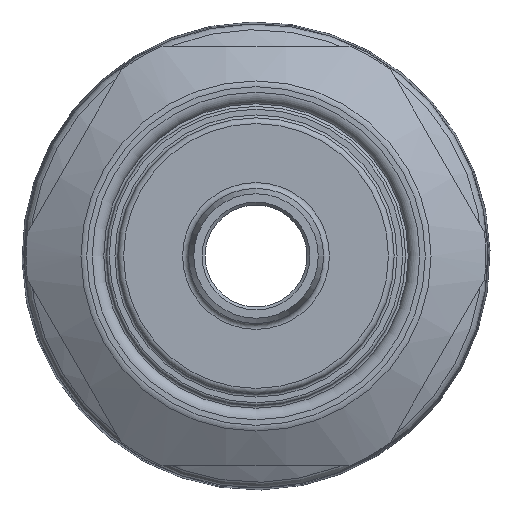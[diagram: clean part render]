
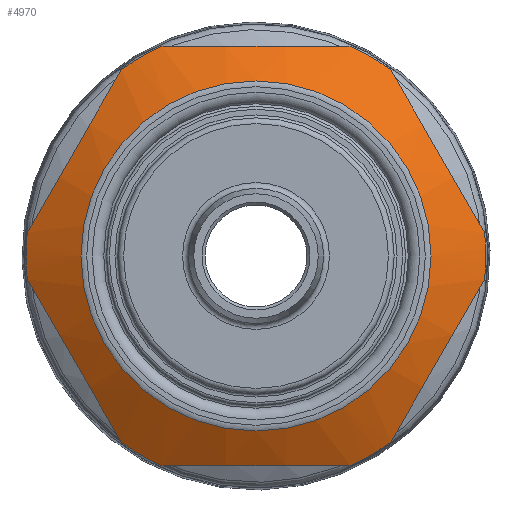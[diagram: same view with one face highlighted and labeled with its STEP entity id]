
A CAD part, front view. The second image highlights one B-rep face of the part: STEP entity #4970.
In plain terms, the highlighted conical face has half-angle 60 degrees and reference radius 17.78 mm.
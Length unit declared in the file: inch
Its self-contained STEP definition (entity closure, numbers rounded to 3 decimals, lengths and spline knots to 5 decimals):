
#205=(
BOUNDED_CURVE()
B_SPLINE_CURVE(2,(#11706,#11707,#11708),.UNSPECIFIED.,.F.,.F.)
B_SPLINE_CURVE_WITH_KNOTS((3,3),(0.,1.67512),.UNSPECIFIED.)
CURVE()
GEOMETRIC_REPRESENTATION_ITEM()
RATIONAL_B_SPLINE_CURVE((1.,1.096,1.))
REPRESENTATION_ITEM('')
);
#206=(
BOUNDED_CURVE()
B_SPLINE_CURVE(2,(#11712,#11713,#11714),.UNSPECIFIED.,.F.,.F.)
B_SPLINE_CURVE_WITH_KNOTS((3,3),(0.,1.67512),.UNSPECIFIED.)
CURVE()
GEOMETRIC_REPRESENTATION_ITEM()
RATIONAL_B_SPLINE_CURVE((1.,1.096,1.))
REPRESENTATION_ITEM('')
);
#207=(
BOUNDED_CURVE()
B_SPLINE_CURVE(2,(#11718,#11719,#11720),.UNSPECIFIED.,.F.,.F.)
B_SPLINE_CURVE_WITH_KNOTS((3,3),(0.,1.67512),.UNSPECIFIED.)
CURVE()
GEOMETRIC_REPRESENTATION_ITEM()
RATIONAL_B_SPLINE_CURVE((1.,1.096,1.))
REPRESENTATION_ITEM('')
);
#208=(
BOUNDED_CURVE()
B_SPLINE_CURVE(2,(#11724,#11725,#11726),.UNSPECIFIED.,.F.,.F.)
B_SPLINE_CURVE_WITH_KNOTS((3,3),(0.,1.67512),.UNSPECIFIED.)
CURVE()
GEOMETRIC_REPRESENTATION_ITEM()
RATIONAL_B_SPLINE_CURVE((1.,1.096,1.))
REPRESENTATION_ITEM('')
);
#209=(
BOUNDED_CURVE()
B_SPLINE_CURVE(2,(#11730,#11731,#11732),.UNSPECIFIED.,.F.,.F.)
B_SPLINE_CURVE_WITH_KNOTS((3,3),(0.,1.67512),.UNSPECIFIED.)
CURVE()
GEOMETRIC_REPRESENTATION_ITEM()
RATIONAL_B_SPLINE_CURVE((1.,1.096,1.))
REPRESENTATION_ITEM('')
);
#210=(
BOUNDED_CURVE()
B_SPLINE_CURVE(2,(#11736,#11737,#11738),.UNSPECIFIED.,.F.,.F.)
B_SPLINE_CURVE_WITH_KNOTS((3,3),(0.,1.67512),.UNSPECIFIED.)
CURVE()
GEOMETRIC_REPRESENTATION_ITEM()
RATIONAL_B_SPLINE_CURVE((1.,1.096,1.))
REPRESENTATION_ITEM('')
);
#805=FACE_OUTER_BOUND('',#1158,.T.);
#1158=EDGE_LOOP('',(#4199,#4200,#4201,#4202,#4203,#4204,#4205,#4206,#4207,
#4208,#4209,#4210,#4211,#4212,#4213,#4214));
#1315=LINE('',#11702,#1467);
#1467=VECTOR('',#7052,0.7);
#1801=CIRCLE('',#5631,0.60928);
#1803=CIRCLE('',#5635,0.8);
#1804=CIRCLE('',#5636,0.8);
#1805=CIRCLE('',#5637,0.8);
#1806=CIRCLE('',#5638,0.8);
#1807=CIRCLE('',#5639,0.8);
#1808=CIRCLE('',#5640,0.8);
#1809=CIRCLE('',#5641,0.8);
#2204=VERTEX_POINT('',#11694);
#2206=VERTEX_POINT('',#11701);
#2207=VERTEX_POINT('',#11703);
#2208=VERTEX_POINT('',#11705);
#2209=VERTEX_POINT('',#11709);
#2210=VERTEX_POINT('',#11711);
#2211=VERTEX_POINT('',#11715);
#2212=VERTEX_POINT('',#11717);
#2213=VERTEX_POINT('',#11721);
#2214=VERTEX_POINT('',#11723);
#2215=VERTEX_POINT('',#11727);
#2216=VERTEX_POINT('',#11729);
#2217=VERTEX_POINT('',#11733);
#2218=VERTEX_POINT('',#11735);
#2874=EDGE_CURVE('',#2204,#2204,#1801,.T.);
#2876=EDGE_CURVE('',#2204,#2206,#1315,.T.);
#2877=EDGE_CURVE('',#2207,#2206,#1803,.T.);
#2878=EDGE_CURVE('',#2208,#2207,#205,.T.);
#2879=EDGE_CURVE('',#2209,#2208,#1804,.T.);
#2880=EDGE_CURVE('',#2210,#2209,#206,.T.);
#2881=EDGE_CURVE('',#2211,#2210,#1805,.T.);
#2882=EDGE_CURVE('',#2212,#2211,#207,.T.);
#2883=EDGE_CURVE('',#2213,#2212,#1806,.T.);
#2884=EDGE_CURVE('',#2214,#2213,#208,.T.);
#2885=EDGE_CURVE('',#2215,#2214,#1807,.T.);
#2886=EDGE_CURVE('',#2216,#2215,#209,.T.);
#2887=EDGE_CURVE('',#2217,#2216,#1808,.T.);
#2888=EDGE_CURVE('',#2218,#2217,#210,.T.);
#2889=EDGE_CURVE('',#2206,#2218,#1809,.T.);
#4199=ORIENTED_EDGE('',*,*,#2874,.F.);
#4200=ORIENTED_EDGE('',*,*,#2876,.T.);
#4201=ORIENTED_EDGE('',*,*,#2877,.F.);
#4202=ORIENTED_EDGE('',*,*,#2878,.F.);
#4203=ORIENTED_EDGE('',*,*,#2879,.F.);
#4204=ORIENTED_EDGE('',*,*,#2880,.F.);
#4205=ORIENTED_EDGE('',*,*,#2881,.F.);
#4206=ORIENTED_EDGE('',*,*,#2882,.F.);
#4207=ORIENTED_EDGE('',*,*,#2883,.F.);
#4208=ORIENTED_EDGE('',*,*,#2884,.F.);
#4209=ORIENTED_EDGE('',*,*,#2885,.F.);
#4210=ORIENTED_EDGE('',*,*,#2886,.F.);
#4211=ORIENTED_EDGE('',*,*,#2887,.F.);
#4212=ORIENTED_EDGE('',*,*,#2888,.F.);
#4213=ORIENTED_EDGE('',*,*,#2889,.F.);
#4214=ORIENTED_EDGE('',*,*,#2876,.F.);
#4354=CONICAL_SURFACE('',#5634,0.7,1.047);
#4970=ADVANCED_FACE('',(#805),#4354,.T.);
#5631=AXIS2_PLACEMENT_3D('',#11696,#7044,#7045);
#5634=AXIS2_PLACEMENT_3D('',#11700,#7050,#7051);
#5635=AXIS2_PLACEMENT_3D('',#11704,#7053,#7054);
#5636=AXIS2_PLACEMENT_3D('',#11710,#7055,#7056);
#5637=AXIS2_PLACEMENT_3D('',#11716,#7057,#7058);
#5638=AXIS2_PLACEMENT_3D('',#11722,#7059,#7060);
#5639=AXIS2_PLACEMENT_3D('',#11728,#7061,#7062);
#5640=AXIS2_PLACEMENT_3D('',#11734,#7063,#7064);
#5641=AXIS2_PLACEMENT_3D('',#11739,#7065,#7066);
#7044=DIRECTION('center_axis',(0.,-1.,0.));
#7045=DIRECTION('ref_axis',(-1.,0.,0.));
#7050=DIRECTION('center_axis',(0.,1.,0.));
#7051=DIRECTION('ref_axis',(1.,0.,0.));
#7052=DIRECTION('',(-0.866,0.5,0.));
#7053=DIRECTION('center_axis',(0.,1.,0.));
#7054=DIRECTION('ref_axis',(-1.,0.,0.));
#7055=DIRECTION('center_axis',(0.,1.,0.));
#7056=DIRECTION('ref_axis',(-1.,0.,0.));
#7057=DIRECTION('center_axis',(0.,1.,0.));
#7058=DIRECTION('ref_axis',(-1.,0.,0.));
#7059=DIRECTION('center_axis',(0.,1.,0.));
#7060=DIRECTION('ref_axis',(-1.,0.,0.));
#7061=DIRECTION('center_axis',(0.,1.,0.));
#7062=DIRECTION('ref_axis',(-1.,0.,0.));
#7063=DIRECTION('center_axis',(0.,1.,0.));
#7064=DIRECTION('ref_axis',(-1.,0.,0.));
#7065=DIRECTION('center_axis',(0.,1.,0.));
#7066=DIRECTION('ref_axis',(-1.,0.,0.));
#11694=CARTESIAN_POINT('',(-0.60928,-2.07129,0.));
#11696=CARTESIAN_POINT('Origin',(0.,-2.07129,
0.));
#11700=CARTESIAN_POINT('Origin',(0.,-2.01892,
0.));
#11701=CARTESIAN_POINT('',(-0.8,-1.96118,0.));
#11702=CARTESIAN_POINT('',(-0.7,-2.01892,0.));
#11703=CARTESIAN_POINT('',(-0.79583,-1.96118,-0.08158));
#11704=CARTESIAN_POINT('Origin',(0.,-1.96118,
0.));
#11705=CARTESIAN_POINT('',(-0.46857,-1.96118,-0.64842));
#11706=CARTESIAN_POINT('Ctrl Pts',(-0.46857,-1.96118,
-0.64842));
#11707=CARTESIAN_POINT('Ctrl Pts',(-0.6322,-2.03848,
-0.365));
#11708=CARTESIAN_POINT('Ctrl Pts',(-0.79583,-1.96118,
-0.08158));
#11709=CARTESIAN_POINT('',(-0.32726,-1.96118,-0.73));
#11710=CARTESIAN_POINT('Origin',(0.,-1.96118,
0.));
#11711=CARTESIAN_POINT('',(0.32726,-1.96118,-0.73));
#11712=CARTESIAN_POINT('Ctrl Pts',(0.32726,-1.96118,
-0.73));
#11713=CARTESIAN_POINT('Ctrl Pts',(0.,-2.03848,
-0.73));
#11714=CARTESIAN_POINT('Ctrl Pts',(-0.32726,-1.96118,
-0.73));
#11715=CARTESIAN_POINT('',(0.46857,-1.96118,-0.64842));
#11716=CARTESIAN_POINT('Origin',(0.,-1.96118,
0.));
#11717=CARTESIAN_POINT('',(0.79583,-1.96118,-0.08158));
#11718=CARTESIAN_POINT('Ctrl Pts',(0.79583,-1.96118,
-0.08158));
#11719=CARTESIAN_POINT('Ctrl Pts',(0.6322,-2.03848,-0.365));
#11720=CARTESIAN_POINT('Ctrl Pts',(0.46857,-1.96118,
-0.64842));
#11721=CARTESIAN_POINT('',(0.79583,-1.96118,0.08158));
#11722=CARTESIAN_POINT('Origin',(0.,-1.96118,
0.));
#11723=CARTESIAN_POINT('',(0.46857,-1.96118,0.64842));
#11724=CARTESIAN_POINT('Ctrl Pts',(0.46857,-1.96118,
0.64842));
#11725=CARTESIAN_POINT('Ctrl Pts',(0.6322,-2.03848,0.365));
#11726=CARTESIAN_POINT('Ctrl Pts',(0.79583,-1.96118,
0.08158));
#11727=CARTESIAN_POINT('',(0.32726,-1.96118,0.73));
#11728=CARTESIAN_POINT('Origin',(0.,-1.96118,
0.));
#11729=CARTESIAN_POINT('',(-0.32726,-1.96118,0.73));
#11730=CARTESIAN_POINT('Ctrl Pts',(-0.32726,-1.96118,
0.73));
#11731=CARTESIAN_POINT('Ctrl Pts',(0.,-2.03848,
0.73));
#11732=CARTESIAN_POINT('Ctrl Pts',(0.32726,-1.96118,
0.73));
#11733=CARTESIAN_POINT('',(-0.46857,-1.96118,0.64842));
#11734=CARTESIAN_POINT('Origin',(0.,-1.96118,
0.));
#11735=CARTESIAN_POINT('',(-0.79583,-1.96118,0.08158));
#11736=CARTESIAN_POINT('Ctrl Pts',(-0.79583,-1.96118,
0.08158));
#11737=CARTESIAN_POINT('Ctrl Pts',(-0.6322,-2.03848,
0.365));
#11738=CARTESIAN_POINT('Ctrl Pts',(-0.46857,-1.96118,
0.64842));
#11739=CARTESIAN_POINT('Origin',(0.,-1.96118,
0.));
